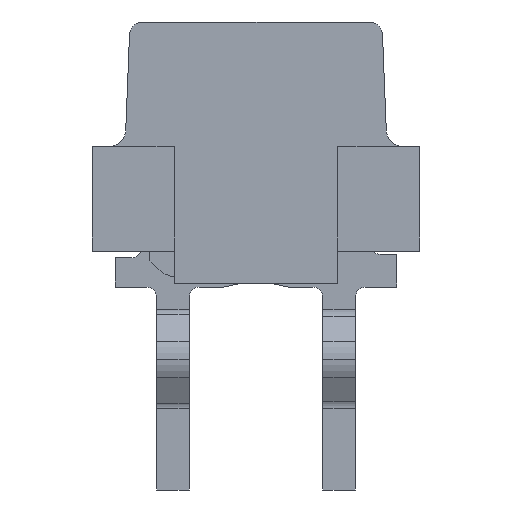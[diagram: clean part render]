
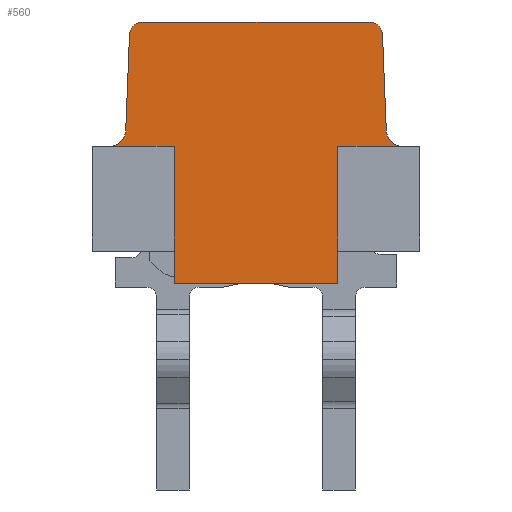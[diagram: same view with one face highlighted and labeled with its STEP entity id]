
A CAD part, left-side view. The second image highlights one B-rep face of the part: STEP entity #560.
In plain terms, the highlighted planar face has unit normal (-1, 0, 0).
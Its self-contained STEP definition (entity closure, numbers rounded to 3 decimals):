
#560=ADVANCED_FACE('',(#2883),#2884,.T.);
#2883=FACE_OUTER_BOUND('',#6663,.T.);
#2884=PLANE('',#6664);
#6663=EDGE_LOOP('',(#13853,#13854,#13855,#13856,#13857,#13858,#13859,#13860,#13861,#13862,#13863,#13864,#13865,#13866));
#6664=AXIS2_PLACEMENT_3D('',#13867,#13868,#13869);
#13853=ORIENTED_EDGE('',*,*,#27797,.T.);
#13854=ORIENTED_EDGE('',*,*,#27798,.T.);
#13855=ORIENTED_EDGE('',*,*,#27799,.F.);
#13856=ORIENTED_EDGE('',*,*,#27800,.T.);
#13857=ORIENTED_EDGE('',*,*,#27323,.T.);
#13858=ORIENTED_EDGE('',*,*,#27400,.T.);
#13859=ORIENTED_EDGE('',*,*,#27756,.F.);
#13860=ORIENTED_EDGE('',*,*,#27801,.F.);
#13861=ORIENTED_EDGE('',*,*,#27802,.F.);
#13862=ORIENTED_EDGE('',*,*,#27803,.T.);
#13863=ORIENTED_EDGE('',*,*,#27804,.T.);
#13864=ORIENTED_EDGE('',*,*,#27805,.T.);
#13865=ORIENTED_EDGE('',*,*,#26070,.T.);
#13866=ORIENTED_EDGE('',*,*,#27806,.T.);
#13867=CARTESIAN_POINT('',(-12.885,0.0,-4.0));
#13868=DIRECTION('',(-1.0,0.0,0.0));
#13869=DIRECTION('',(0.0,0.0,1.0));
#26070=EDGE_CURVE('',#31727,#31728,#31729,.T.);
#27323=EDGE_CURVE('',#33190,#34029,#34032,.T.);
#27400=EDGE_CURVE('',#34029,#34161,#34163,.T.);
#27756=EDGE_CURVE('',#33256,#34161,#34782,.T.);
#27797=EDGE_CURVE('',#34823,#34824,#34825,.T.);
#27798=EDGE_CURVE('',#34824,#34826,#34827,.T.);
#27799=EDGE_CURVE('',#34828,#34826,#34829,.T.);
#27800=EDGE_CURVE('',#34828,#33190,#34830,.T.);
#27801=EDGE_CURVE('',#34831,#33256,#34832,.T.);
#27802=EDGE_CURVE('',#34833,#34831,#34834,.T.);
#27803=EDGE_CURVE('',#34833,#34835,#34836,.T.);
#27804=EDGE_CURVE('',#34835,#34837,#34838,.T.);
#27805=EDGE_CURVE('',#34837,#31727,#34839,.T.);
#27806=EDGE_CURVE('',#31728,#34823,#34840,.T.);
#31727=VERTEX_POINT('',#40744);
#31728=VERTEX_POINT('',#40745);
#31729=LINE('',#40746,#40747);
#33190=VERTEX_POINT('',#42952);
#33256=VERTEX_POINT('',#43051);
#34029=VERTEX_POINT('',#44234);
#34032=LINE('',#44238,#44239);
#34161=VERTEX_POINT('',#44443);
#34163=LINE('',#44446,#44447);
#34782=LINE('',#45393,#45394);
#34823=VERTEX_POINT('',#45475);
#34824=VERTEX_POINT('',#45476);
#34825=LINE('',#45477,#45478);
#34826=VERTEX_POINT('',#45479);
#34827=CIRCLE('',#45480,0.25);
#34828=VERTEX_POINT('',#45481);
#34829=LINE('',#45482,#45483);
#34830=LINE('',#45484,#45485);
#34831=VERTEX_POINT('',#45486);
#34832=LINE('',#45487,#45488);
#34833=VERTEX_POINT('',#45489);
#34834=LINE('',#45490,#45491);
#34835=VERTEX_POINT('',#45492);
#34836=CIRCLE('',#45493,0.25);
#34837=VERTEX_POINT('',#45494);
#34838=LINE('',#45495,#45496);
#34839=CIRCLE('',#45497,0.2);
#34840=CIRCLE('',#45498,0.2);
#40744=CARTESIAN_POINT('',(-12.885,-1.733,0.0));
#40745=CARTESIAN_POINT('',(-12.885,1.733,0.0));
#40746=CARTESIAN_POINT('',(-12.885,-1.733,0.0));
#40747=VECTOR('',#53718,3.465);
#42952=CARTESIAN_POINT('',(-12.885,1.25,-3.5));
#43051=CARTESIAN_POINT('',(-12.885,-1.25,-3.5));
#44234=CARTESIAN_POINT('',(-12.885,1.25,-4.0));
#44238=CARTESIAN_POINT('',(-12.885,1.25,-3.5));
#44239=VECTOR('',#55099,0.5);
#44443=CARTESIAN_POINT('',(-12.885,-1.25,-4.0));
#44446=CARTESIAN_POINT('',(-12.885,1.25,-4.0));
#44447=VECTOR('',#55176,2.5);
#45393=CARTESIAN_POINT('',(-12.885,-1.25,-3.5));
#45394=VECTOR('',#55588,0.5);
#45475=CARTESIAN_POINT('',(-12.885,1.933,-0.192));
#45476=CARTESIAN_POINT('',(-12.885,1.991,-1.66));
#45477=CARTESIAN_POINT('',(-12.885,1.933,-0.192));
#45478=VECTOR('',#55629,1.469);
#45479=CARTESIAN_POINT('',(-12.885,2.24,-1.9));
#45480=AXIS2_PLACEMENT_3D('',#55630,#55631,#55632);
#45481=CARTESIAN_POINT('',(-12.885,1.25,-1.9));
#45482=CARTESIAN_POINT('',(-12.885,1.25,-1.9));
#45483=VECTOR('',#55633,0.99);
#45484=CARTESIAN_POINT('',(-12.885,1.25,-1.9));
#45485=VECTOR('',#55634,1.6);
#45486=CARTESIAN_POINT('',(-12.885,-1.25,-1.9));
#45487=CARTESIAN_POINT('',(-12.885,-1.25,-1.9));
#45488=VECTOR('',#55635,1.6);
#45489=CARTESIAN_POINT('',(-12.885,-2.24,-1.9));
#45490=CARTESIAN_POINT('',(-12.885,-2.24,-1.9));
#45491=VECTOR('',#55636,0.99);
#45492=CARTESIAN_POINT('',(-12.885,-1.991,-1.66));
#45493=AXIS2_PLACEMENT_3D('',#55637,#55638,#55639);
#45494=CARTESIAN_POINT('',(-12.885,-1.933,-0.192));
#45495=CARTESIAN_POINT('',(-12.885,-1.991,-1.66));
#45496=VECTOR('',#55640,1.469);
#45497=AXIS2_PLACEMENT_3D('',#55641,#55642,#55643);
#45498=AXIS2_PLACEMENT_3D('',#55644,#55645,#55646);
#53718=DIRECTION('',(0.0,1.0,0.0));
#55099=DIRECTION('',(0.0,0.0,-1.0));
#55176=DIRECTION('',(0.0,-1.0,0.0));
#55588=DIRECTION('',(0.0,0.0,-1.0));
#55629=DIRECTION('',(0.0,0.039,-0.999));
#55630=CARTESIAN_POINT('',(-12.885,2.24,-1.65));
#55631=DIRECTION('',(1.0,0.0,0.0));
#55632=DIRECTION('',(0.0,-0.999,-0.039));
#55633=DIRECTION('',(0.0,1.0,0.0));
#55634=DIRECTION('',(0.0,0.0,-1.0));
#55635=DIRECTION('',(0.0,0.0,-1.0));
#55636=DIRECTION('',(0.0,1.0,0.0));
#55637=CARTESIAN_POINT('',(-12.885,-2.24,-1.65));
#55638=DIRECTION('',(1.0,0.0,0.0));
#55639=DIRECTION('',(0.0,0.0,-1.0));
#55640=DIRECTION('',(0.0,0.039,0.999));
#55641=CARTESIAN_POINT('',(-12.885,-1.733,-0.2));
#55642=DIRECTION('',(-1.0,0.0,0.0));
#55643=DIRECTION('',(0.0,-0.999,0.039));
#55644=CARTESIAN_POINT('',(-12.885,1.733,-0.2));
#55645=DIRECTION('',(-1.0,0.0,0.0));
#55646=DIRECTION('',(0.0,0.0,1.0));
